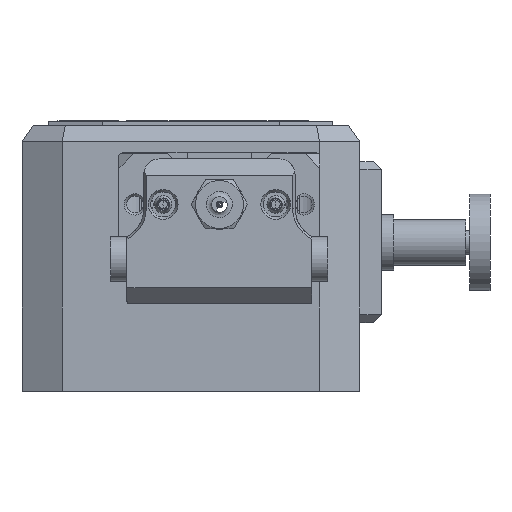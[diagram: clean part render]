
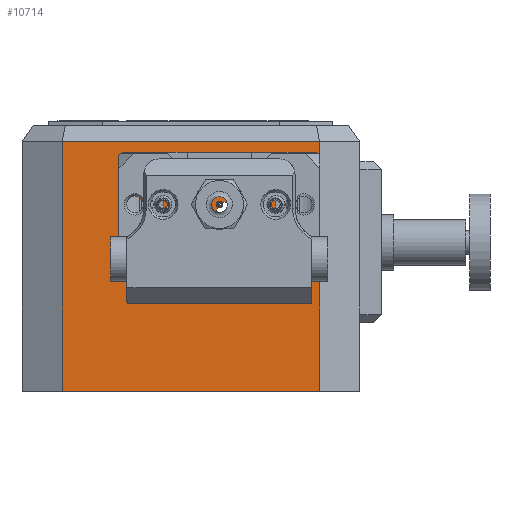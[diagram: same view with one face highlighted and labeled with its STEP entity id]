
A CAD part, front view. The second image highlights one B-rep face of the part: STEP entity #10714.
In plain terms, the highlighted planar face has unit normal (0, -1, 0).
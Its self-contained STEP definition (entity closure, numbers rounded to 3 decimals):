
#410=FACE_BOUND('',#1594,.T.);
#517=PLANE('',#11431);
#986=FACE_OUTER_BOUND('',#1593,.T.);
#1593=EDGE_LOOP('',(#7538,#7539,#7540,#7541));
#1594=EDGE_LOOP('',(#7542));
#2307=LINE('',#15044,#3376);
#2308=LINE('',#15046,#3377);
#2309=LINE('',#15048,#3378);
#2310=LINE('',#15049,#3379);
#3376=VECTOR('',#12372,1000.);
#3377=VECTOR('',#12373,1000.);
#3378=VECTOR('',#12374,1000.);
#3379=VECTOR('',#12375,1000.);
#4466=CIRCLE('',#11421,1.);
#4745=VERTEX_POINT('',#15020);
#4752=VERTEX_POINT('',#15042);
#4753=VERTEX_POINT('',#15043);
#4754=VERTEX_POINT('',#15045);
#4755=VERTEX_POINT('',#15047);
#5860=EDGE_CURVE('',#4745,#4745,#4466,.T.);
#5870=EDGE_CURVE('',#4752,#4753,#2307,.T.);
#5871=EDGE_CURVE('',#4752,#4754,#2308,.T.);
#5872=EDGE_CURVE('',#4755,#4754,#2309,.T.);
#5873=EDGE_CURVE('',#4753,#4755,#2310,.T.);
#7538=ORIENTED_EDGE('',*,*,#5870,.F.);
#7539=ORIENTED_EDGE('',*,*,#5871,.T.);
#7540=ORIENTED_EDGE('',*,*,#5872,.F.);
#7541=ORIENTED_EDGE('',*,*,#5873,.F.);
#7542=ORIENTED_EDGE('',*,*,#5860,.T.);
#10714=ADVANCED_FACE('',(#986,#410),#517,.F.);
#11421=AXIS2_PLACEMENT_3D('',#15022,#12347,#12348);
#11431=AXIS2_PLACEMENT_3D('',#15041,#12370,#12371);
#12347=DIRECTION('center_axis',(0.,1.,0.));
#12348=DIRECTION('ref_axis',(0.,0.,1.));
#12370=DIRECTION('center_axis',(0.,1.,0.));
#12371=DIRECTION('ref_axis',(0.,0.,1.));
#12372=DIRECTION('',(1.,0.,0.));
#12373=DIRECTION('',(0.,0.,-1.));
#12374=DIRECTION('',(-1.,0.,0.));
#12375=DIRECTION('',(0.,0.,-1.));
#15020=CARTESIAN_POINT('',(4.25,-21.,23.5));
#15022=CARTESIAN_POINT('Origin',(4.25,-21.,22.5));
#15041=CARTESIAN_POINT('Origin',(21.,-21.,33.));
#15042=CARTESIAN_POINT('',(-16.,-21.,31.));
#15043=CARTESIAN_POINT('',(16.,-21.,31.));
#15044=CARTESIAN_POINT('',(0.,-21.,31.));
#15045=CARTESIAN_POINT('',(-16.,-21.,0.));
#15046=CARTESIAN_POINT('',(-16.,-21.,33.));
#15047=CARTESIAN_POINT('',(16.,-21.,0.));
#15048=CARTESIAN_POINT('',(0.,-21.,0.));
#15049=CARTESIAN_POINT('',(16.,-21.,33.));
